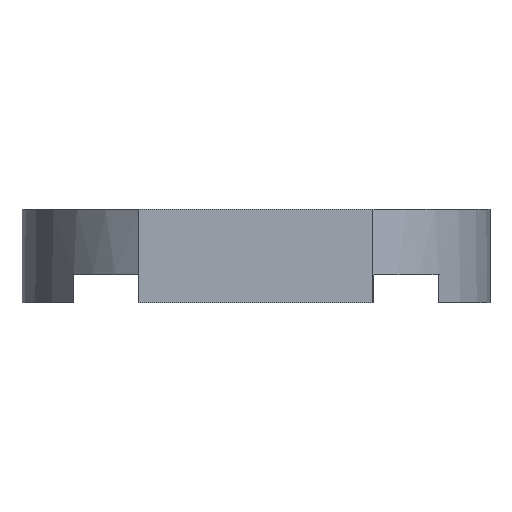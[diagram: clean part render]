
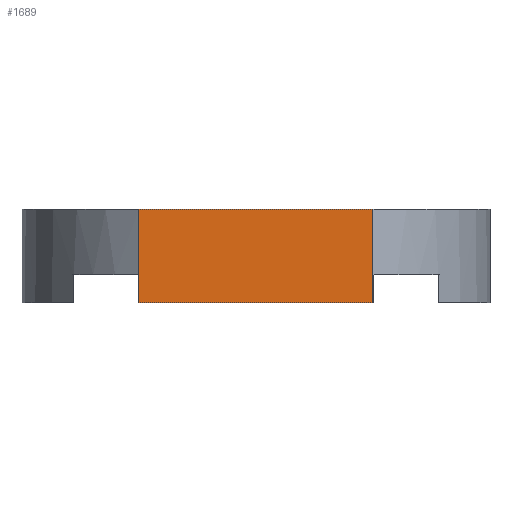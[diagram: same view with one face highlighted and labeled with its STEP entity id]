
A CAD part, front view. The second image highlights one B-rep face of the part: STEP entity #1689.
In plain terms, the highlighted planar face has unit normal (0, -1, 0).
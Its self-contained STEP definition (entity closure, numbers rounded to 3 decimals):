
#98 = PLANE('',#99);
#99 = AXIS2_PLACEMENT_3D('',#100,#101,#102);
#100 = CARTESIAN_POINT('',(-12.5,21.651,202.5));
#101 = DIRECTION('',(0.,0.,1.));
#102 = DIRECTION('',(1.,0.,0.));
#366 = PLANE('',#367);
#367 = AXIS2_PLACEMENT_3D('',#368,#369,#370);
#368 = CARTESIAN_POINT('',(12.5,-21.651,192.5));
#369 = DIRECTION('',(1.,0.,0.));
#370 = DIRECTION('',(0.,-1.,0.));
#420 = PLANE('',#421);
#421 = AXIS2_PLACEMENT_3D('',#422,#423,#424);
#422 = CARTESIAN_POINT('',(-12.5,-21.651,192.5));
#423 = DIRECTION('',(1.,0.,0.));
#424 = DIRECTION('',(0.,-1.,0.));
#825 = VERTEX_POINT('',#826);
#826 = CARTESIAN_POINT('',(12.5,-40.,202.5));
#847 = EDGE_CURVE('',#825,#848,#850,.T.);
#848 = VERTEX_POINT('',#849);
#849 = CARTESIAN_POINT('',(-12.5,-40.,202.5));
#850 = SURFACE_CURVE('',#851,(#855,#862),.PCURVE_S1.);
#851 = LINE('',#852,#853);
#852 = CARTESIAN_POINT('',(12.5,-40.,202.5));
#853 = VECTOR('',#854,1.);
#854 = DIRECTION('',(-1.,0.,0.));
#855 = PCURVE('',#98,#856);
#856 = DEFINITIONAL_REPRESENTATION('',(#857),#861);
#857 = LINE('',#858,#859);
#858 = CARTESIAN_POINT('',(25.,-61.651));
#859 = VECTOR('',#860,1.);
#860 = DIRECTION('',(-1.,0.));
#861 = ( GEOMETRIC_REPRESENTATION_CONTEXT(2) 
PARAMETRIC_REPRESENTATION_CONTEXT() REPRESENTATION_CONTEXT('2D SPACE',''
  ) );
#862 = PCURVE('',#863,#868);
#863 = PLANE('',#864);
#864 = AXIS2_PLACEMENT_3D('',#865,#866,#867);
#865 = CARTESIAN_POINT('',(12.5,-40.,192.5));
#866 = DIRECTION('',(0.,-1.,0.));
#867 = DIRECTION('',(-1.,0.,0.));
#868 = DEFINITIONAL_REPRESENTATION('',(#869),#873);
#869 = LINE('',#870,#871);
#870 = CARTESIAN_POINT('',(0.,-10.));
#871 = VECTOR('',#872,1.);
#872 = DIRECTION('',(1.,0.));
#873 = ( GEOMETRIC_REPRESENTATION_CONTEXT(2) 
PARAMETRIC_REPRESENTATION_CONTEXT() REPRESENTATION_CONTEXT('2D SPACE',''
  ) );
#1239 = EDGE_CURVE('',#1240,#848,#1242,.T.);
#1240 = VERTEX_POINT('',#1241);
#1241 = CARTESIAN_POINT('',(-12.5,-40.,192.5));
#1242 = SURFACE_CURVE('',#1243,(#1247,#1254),.PCURVE_S1.);
#1243 = LINE('',#1244,#1245);
#1244 = CARTESIAN_POINT('',(-12.5,-40.,192.5));
#1245 = VECTOR('',#1246,1.);
#1246 = DIRECTION('',(0.,0.,1.));
#1247 = PCURVE('',#420,#1248);
#1248 = DEFINITIONAL_REPRESENTATION('',(#1249),#1253);
#1249 = LINE('',#1250,#1251);
#1250 = CARTESIAN_POINT('',(18.349,0.));
#1251 = VECTOR('',#1252,1.);
#1252 = DIRECTION('',(0.,-1.));
#1253 = ( GEOMETRIC_REPRESENTATION_CONTEXT(2) 
PARAMETRIC_REPRESENTATION_CONTEXT() REPRESENTATION_CONTEXT('2D SPACE',''
  ) );
#1254 = PCURVE('',#863,#1255);
#1255 = DEFINITIONAL_REPRESENTATION('',(#1256),#1260);
#1256 = LINE('',#1257,#1258);
#1257 = CARTESIAN_POINT('',(25.,0.));
#1258 = VECTOR('',#1259,1.);
#1259 = DIRECTION('',(0.,-1.));
#1260 = ( GEOMETRIC_REPRESENTATION_CONTEXT(2) 
PARAMETRIC_REPRESENTATION_CONTEXT() REPRESENTATION_CONTEXT('2D SPACE',''
  ) );
#1278 = PLANE('',#1279);
#1279 = AXIS2_PLACEMENT_3D('',#1280,#1281,#1282);
#1280 = CARTESIAN_POINT('',(-12.5,21.651,192.5));
#1281 = DIRECTION('',(0.,0.,1.));
#1282 = DIRECTION('',(1.,0.,0.));
#1382 = EDGE_CURVE('',#1383,#825,#1385,.T.);
#1383 = VERTEX_POINT('',#1384);
#1384 = CARTESIAN_POINT('',(12.5,-40.,192.5));
#1385 = SURFACE_CURVE('',#1386,(#1390,#1397),.PCURVE_S1.);
#1386 = LINE('',#1387,#1388);
#1387 = CARTESIAN_POINT('',(12.5,-40.,192.5));
#1388 = VECTOR('',#1389,1.);
#1389 = DIRECTION('',(0.,0.,1.));
#1390 = PCURVE('',#366,#1391);
#1391 = DEFINITIONAL_REPRESENTATION('',(#1392),#1396);
#1392 = LINE('',#1393,#1394);
#1393 = CARTESIAN_POINT('',(18.349,0.));
#1394 = VECTOR('',#1395,1.);
#1395 = DIRECTION('',(0.,-1.));
#1396 = ( GEOMETRIC_REPRESENTATION_CONTEXT(2) 
PARAMETRIC_REPRESENTATION_CONTEXT() REPRESENTATION_CONTEXT('2D SPACE',''
  ) );
#1397 = PCURVE('',#863,#1398);
#1398 = DEFINITIONAL_REPRESENTATION('',(#1399),#1403);
#1399 = LINE('',#1400,#1401);
#1400 = CARTESIAN_POINT('',(0.,-0.));
#1401 = VECTOR('',#1402,1.);
#1402 = DIRECTION('',(0.,-1.));
#1403 = ( GEOMETRIC_REPRESENTATION_CONTEXT(2) 
PARAMETRIC_REPRESENTATION_CONTEXT() REPRESENTATION_CONTEXT('2D SPACE',''
  ) );
#1689 = ADVANCED_FACE('',(#1690),#863,.T.);
#1690 = FACE_BOUND('',#1691,.T.);
#1691 = EDGE_LOOP('',(#1692,#1693,#1694,#1695));
#1692 = ORIENTED_EDGE('',*,*,#1382,.T.);
#1693 = ORIENTED_EDGE('',*,*,#847,.T.);
#1694 = ORIENTED_EDGE('',*,*,#1239,.F.);
#1695 = ORIENTED_EDGE('',*,*,#1696,.F.);
#1696 = EDGE_CURVE('',#1383,#1240,#1697,.T.);
#1697 = SURFACE_CURVE('',#1698,(#1702,#1709),.PCURVE_S1.);
#1698 = LINE('',#1699,#1700);
#1699 = CARTESIAN_POINT('',(12.5,-40.,192.5));
#1700 = VECTOR('',#1701,1.);
#1701 = DIRECTION('',(-1.,0.,0.));
#1702 = PCURVE('',#863,#1703);
#1703 = DEFINITIONAL_REPRESENTATION('',(#1704),#1708);
#1704 = LINE('',#1705,#1706);
#1705 = CARTESIAN_POINT('',(0.,-0.));
#1706 = VECTOR('',#1707,1.);
#1707 = DIRECTION('',(1.,0.));
#1708 = ( GEOMETRIC_REPRESENTATION_CONTEXT(2) 
PARAMETRIC_REPRESENTATION_CONTEXT() REPRESENTATION_CONTEXT('2D SPACE',''
  ) );
#1709 = PCURVE('',#1278,#1710);
#1710 = DEFINITIONAL_REPRESENTATION('',(#1711),#1715);
#1711 = LINE('',#1712,#1713);
#1712 = CARTESIAN_POINT('',(25.,-61.651));
#1713 = VECTOR('',#1714,1.);
#1714 = DIRECTION('',(-1.,0.));
#1715 = ( GEOMETRIC_REPRESENTATION_CONTEXT(2) 
PARAMETRIC_REPRESENTATION_CONTEXT() REPRESENTATION_CONTEXT('2D SPACE',''
  ) );
